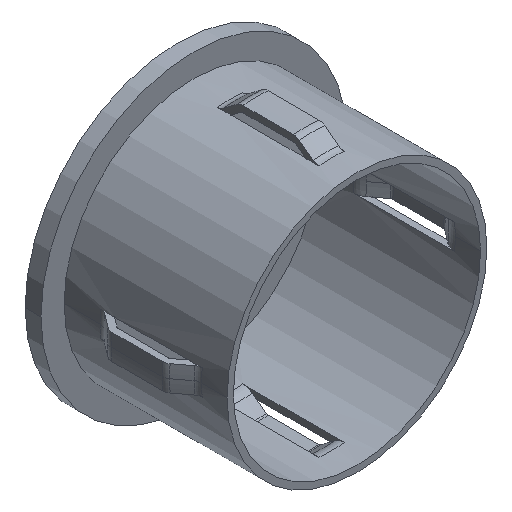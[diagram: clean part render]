
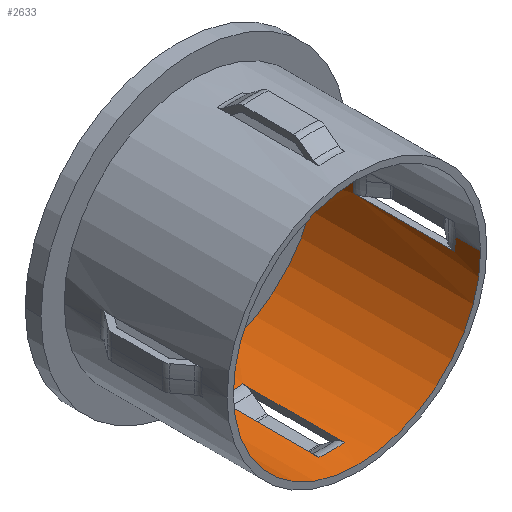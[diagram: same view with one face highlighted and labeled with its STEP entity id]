
A CAD part, isometric view. The second image highlights one B-rep face of the part: STEP entity #2633.
In plain terms, the highlighted cylindrical face has radius 19.5 mm (diameter 39 mm), a partial arc.
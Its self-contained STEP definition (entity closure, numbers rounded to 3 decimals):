
#203 = VERTEX_POINT ( 'NONE', #4150 ) ;
#327 = AXIS2_PLACEMENT_3D ( 'NONE', #13644, #8439, #5694 ) ;
#373 = LINE ( 'NONE', #13151, #15026 ) ;
#439 = DIRECTION ( 'NONE',  ( -1., 0., 0. ) ) ;
#470 = DIRECTION ( 'NONE',  ( 0., 1., 0. ) ) ;
#471 = ORIENTED_EDGE ( 'NONE', *, *, #8144, .T. ) ;
#614 = DIRECTION ( 'NONE',  ( 0., 1., 0. ) ) ;
#729 = VECTOR ( 'NONE', #5513, 1000. ) ;
#829 = CIRCLE ( 'NONE', #16785, 19.5 ) ;
#974 = CARTESIAN_POINT ( 'NONE',  ( 19.5, 25.7, 0. ) ) ;
#1131 = VERTEX_POINT ( 'NONE', #7197 ) ;
#1146 = CARTESIAN_POINT ( 'NONE',  ( -19.397, 4., -2. ) ) ;
#1169 = LINE ( 'NONE', #12056, #12852 ) ;
#1313 = EDGE_CURVE ( 'NONE', #8954, #12016, #6899, .T. ) ;
#1320 = CARTESIAN_POINT ( 'NONE',  ( 0., 4., 0. ) ) ;
#1340 = EDGE_CURVE ( 'NONE', #13946, #9718, #829, .T. ) ;
#1353 = EDGE_CURVE ( 'NONE', #5868, #1131, #14632, .T. ) ;
#1545 = EDGE_CURVE ( 'NONE', #7302, #14339, #12526, .T. ) ;
#1603 = ORIENTED_EDGE ( 'NONE', *, *, #16219, .F. ) ;
#1632 = LINE ( 'NONE', #9417, #9990 ) ;
#1643 = VERTEX_POINT ( 'NONE', #2187 ) ;
#1695 = DIRECTION ( 'NONE',  ( -1., 0., 0. ) ) ;
#1874 = AXIS2_PLACEMENT_3D ( 'NONE', #16763, #11216, #8763 ) ;
#2187 = CARTESIAN_POINT ( 'NONE',  ( 19.397, 4., -2. ) ) ;
#2238 = ORIENTED_EDGE ( 'NONE', *, *, #3803, .F. ) ;
#2633 = ADVANCED_FACE ( 'NONE', ( #9182, #11688 ), #12315, .F. ) ;
#2835 = ORIENTED_EDGE ( 'NONE', *, *, #1545, .T. ) ;
#2987 = CARTESIAN_POINT ( 'NONE',  ( 2., 20., -19.397 ) ) ;
#3112 = ORIENTED_EDGE ( 'NONE', *, *, #15981, .T. ) ;
#3178 = AXIS2_PLACEMENT_3D ( 'NONE', #15399, #614, #439 ) ;
#3416 = CARTESIAN_POINT ( 'NONE',  ( 19.5, 28.2, 0. ) ) ;
#3433 = VERTEX_POINT ( 'NONE', #16153 ) ;
#3543 = LINE ( 'NONE', #3734, #11453 ) ;
#3734 = CARTESIAN_POINT ( 'NONE',  ( -19.5, 28.2, 0. ) ) ;
#3789 = DIRECTION ( 'NONE',  ( 0., 1., 0. ) ) ;
#3803 = EDGE_CURVE ( 'NONE', #12543, #12086, #3543, .T. ) ;
#3848 = CIRCLE ( 'NONE', #1874, 19.5 ) ;
#3879 = DIRECTION ( 'NONE',  ( 0., 1., 0. ) ) ;
#3927 = EDGE_CURVE ( 'NONE', #9718, #1131, #373, .T. ) ;
#4026 = EDGE_CURVE ( 'NONE', #5979, #203, #11439, .T. ) ;
#4108 = DIRECTION ( 'NONE',  ( 0., -1., 0. ) ) ;
#4150 = CARTESIAN_POINT ( 'NONE',  ( 19.397, 20., -2. ) ) ;
#4343 = DIRECTION ( 'NONE',  ( 0., 1., 0. ) ) ;
#4783 = CARTESIAN_POINT ( 'NONE',  ( -2., 4., -19.397 ) ) ;
#5189 = AXIS2_PLACEMENT_3D ( 'NONE', #14949, #12318, #1695 ) ;
#5513 = DIRECTION ( 'NONE',  ( 0., -1., 0. ) ) ;
#5544 = ORIENTED_EDGE ( 'NONE', *, *, #14052, .F. ) ;
#5694 = DIRECTION ( 'NONE',  ( -1., 0., 0. ) ) ;
#5748 = DIRECTION ( 'NONE',  ( -1., 0., 0. ) ) ;
#5812 = VERTEX_POINT ( 'NONE', #1146 ) ;
#5829 = ORIENTED_EDGE ( 'NONE', *, *, #4026, .F. ) ;
#5843 = CARTESIAN_POINT ( 'NONE',  ( 19.5, 4., 0. ) ) ;
#5868 = VERTEX_POINT ( 'NONE', #974 ) ;
#5979 = VERTEX_POINT ( 'NONE', #9386 ) ;
#6321 = CARTESIAN_POINT ( 'NONE',  ( 19.397, 51.725, -2. ) ) ;
#6493 = ORIENTED_EDGE ( 'NONE', *, *, #7129, .T. ) ;
#6675 = CARTESIAN_POINT ( 'NONE',  ( -19.397, 51.725, -2. ) ) ;
#6731 = EDGE_LOOP ( 'NONE', ( #8350, #471, #6493, #1603, #5829, #14626, #16456, #12635, #11772, #7147, #15911, #2238 ) ) ;
#6802 = VECTOR ( 'NONE', #10951, 1000. ) ;
#6899 = CIRCLE ( 'NONE', #7738, 19.5 ) ;
#7129 = EDGE_CURVE ( 'NONE', #9912, #1643, #7241, .T. ) ;
#7133 = CARTESIAN_POINT ( 'NONE',  ( -19.397, 20., -2. ) ) ;
#7147 = ORIENTED_EDGE ( 'NONE', *, *, #8614, .T. ) ;
#7197 = CARTESIAN_POINT ( 'NONE',  ( -19.5, 25.7, 0. ) ) ;
#7241 = CIRCLE ( 'NONE', #7446, 19.5 ) ;
#7302 = VERTEX_POINT ( 'NONE', #13797 ) ;
#7446 = AXIS2_PLACEMENT_3D ( 'NONE', #7947, #3879, #14389 ) ;
#7731 = DIRECTION ( 'NONE',  ( 0., 1., 0. ) ) ;
#7738 = AXIS2_PLACEMENT_3D ( 'NONE', #12325, #4343, #8072 ) ;
#7943 = CARTESIAN_POINT ( 'NONE',  ( -2., 20., -19.397 ) ) ;
#7947 = CARTESIAN_POINT ( 'NONE',  ( 0., 4., 0. ) ) ;
#8072 = DIRECTION ( 'NONE',  ( -1., 0., 0. ) ) ;
#8144 = EDGE_CURVE ( 'NONE', #3433, #9912, #11192, .T. ) ;
#8350 = ORIENTED_EDGE ( 'NONE', *, *, #9931, .F. ) ;
#8439 = DIRECTION ( 'NONE',  ( 0., 1., 0. ) ) ;
#8473 = VECTOR ( 'NONE', #10426, 1000. ) ;
#8614 = EDGE_CURVE ( 'NONE', #13946, #5812, #8681, .T. ) ;
#8681 = LINE ( 'NONE', #6675, #729 ) ;
#8763 = DIRECTION ( 'NONE',  ( -1., 0., 0. ) ) ;
#8768 = CARTESIAN_POINT ( 'NONE',  ( -19.5, 0., 0. ) ) ;
#8954 = VERTEX_POINT ( 'NONE', #2987 ) ;
#9182 = FACE_BOUND ( 'NONE', #15641, .T. ) ;
#9308 = EDGE_CURVE ( 'NONE', #5812, #12086, #11366, .T. ) ;
#9324 = DIRECTION ( 'NONE',  ( -1., 0., 0. ) ) ;
#9386 = CARTESIAN_POINT ( 'NONE',  ( 19.5, 20., 0. ) ) ;
#9417 = CARTESIAN_POINT ( 'NONE',  ( -2., 51.725, -19.397 ) ) ;
#9718 = VERTEX_POINT ( 'NONE', #12335 ) ;
#9912 = VERTEX_POINT ( 'NONE', #5843 ) ;
#9931 = EDGE_CURVE ( 'NONE', #3433, #12543, #3848, .T. ) ;
#9990 = VECTOR ( 'NONE', #4108, 1000. ) ;
#10426 = DIRECTION ( 'NONE',  ( 0., -1., 0. ) ) ;
#10511 = DIRECTION ( 'NONE',  ( 0., 1., 0. ) ) ;
#10604 = DIRECTION ( 'NONE',  ( 0., 1., 0. ) ) ;
#10887 = CARTESIAN_POINT ( 'NONE',  ( 0., 20., 0. ) ) ;
#10938 = DIRECTION ( 'NONE',  ( 0., 1., 0. ) ) ;
#10951 = DIRECTION ( 'NONE',  ( 0., 1., 0. ) ) ;
#11192 = LINE ( 'NONE', #16391, #6802 ) ;
#11208 = AXIS2_PLACEMENT_3D ( 'NONE', #14393, #7731, #17005 ) ;
#11216 = DIRECTION ( 'NONE',  ( 0., 1., 0. ) ) ;
#11366 = CIRCLE ( 'NONE', #16298, 19.5 ) ;
#11439 = CIRCLE ( 'NONE', #5189, 19.5 ) ;
#11453 = VECTOR ( 'NONE', #3789, 1000. ) ;
#11671 = ORIENTED_EDGE ( 'NONE', *, *, #1313, .F. ) ;
#11688 = FACE_OUTER_BOUND ( 'NONE', #6731, .T. ) ;
#11772 = ORIENTED_EDGE ( 'NONE', *, *, #1340, .F. ) ;
#12016 = VERTEX_POINT ( 'NONE', #7943 ) ;
#12056 = CARTESIAN_POINT ( 'NONE',  ( 2., 51.725, -19.397 ) ) ;
#12086 = VERTEX_POINT ( 'NONE', #15357 ) ;
#12252 = VECTOR ( 'NONE', #470, 1000. ) ;
#12315 = CYLINDRICAL_SURFACE ( 'NONE', #3178, 19.5 ) ;
#12318 = DIRECTION ( 'NONE',  ( 0., 1., 0. ) ) ;
#12325 = CARTESIAN_POINT ( 'NONE',  ( 0., 20., 0. ) ) ;
#12335 = CARTESIAN_POINT ( 'NONE',  ( -19.5, 20., 0. ) ) ;
#12526 = CIRCLE ( 'NONE', #11208, 19.5 ) ;
#12543 = VERTEX_POINT ( 'NONE', #8768 ) ;
#12635 = ORIENTED_EDGE ( 'NONE', *, *, #3927, .F. ) ;
#12852 = VECTOR ( 'NONE', #14875, 1000. ) ;
#13151 = CARTESIAN_POINT ( 'NONE',  ( -19.5, 28.2, 0. ) ) ;
#13644 = CARTESIAN_POINT ( 'NONE',  ( 0., 25.7, 0. ) ) ;
#13797 = CARTESIAN_POINT ( 'NONE',  ( 2., 4., -19.397 ) ) ;
#13946 = VERTEX_POINT ( 'NONE', #7133 ) ;
#14052 = EDGE_CURVE ( 'NONE', #12016, #14339, #1632, .T. ) ;
#14339 = VERTEX_POINT ( 'NONE', #4783 ) ;
#14389 = DIRECTION ( 'NONE',  ( -1., 0., 0. ) ) ;
#14393 = CARTESIAN_POINT ( 'NONE',  ( 0., 4., 0. ) ) ;
#14626 = ORIENTED_EDGE ( 'NONE', *, *, #14657, .T. ) ;
#14632 = CIRCLE ( 'NONE', #327, 19.5 ) ;
#14657 = EDGE_CURVE ( 'NONE', #5979, #5868, #15819, .T. ) ;
#14875 = DIRECTION ( 'NONE',  ( 0., -1., 0. ) ) ;
#14949 = CARTESIAN_POINT ( 'NONE',  ( 0., 20., 0. ) ) ;
#15026 = VECTOR ( 'NONE', #10511, 1000. ) ;
#15357 = CARTESIAN_POINT ( 'NONE',  ( -19.5, 4., 0. ) ) ;
#15399 = CARTESIAN_POINT ( 'NONE',  ( 0., 28.2, 0. ) ) ;
#15580 = LINE ( 'NONE', #6321, #8473 ) ;
#15641 = EDGE_LOOP ( 'NONE', ( #3112, #2835, #5544, #11671 ) ) ;
#15819 = LINE ( 'NONE', #3416, #12252 ) ;
#15911 = ORIENTED_EDGE ( 'NONE', *, *, #9308, .T. ) ;
#15981 = EDGE_CURVE ( 'NONE', #8954, #7302, #1169, .T. ) ;
#16153 = CARTESIAN_POINT ( 'NONE',  ( 19.5, 0., 0. ) ) ;
#16219 = EDGE_CURVE ( 'NONE', #203, #1643, #15580, .T. ) ;
#16298 = AXIS2_PLACEMENT_3D ( 'NONE', #1320, #10604, #9324 ) ;
#16391 = CARTESIAN_POINT ( 'NONE',  ( 19.5, 28.2, 0. ) ) ;
#16456 = ORIENTED_EDGE ( 'NONE', *, *, #1353, .T. ) ;
#16763 = CARTESIAN_POINT ( 'NONE',  ( 0., 0., 0. ) ) ;
#16785 = AXIS2_PLACEMENT_3D ( 'NONE', #10887, #10938, #5748 ) ;
#17005 = DIRECTION ( 'NONE',  ( -1., 0., 0. ) ) ;
